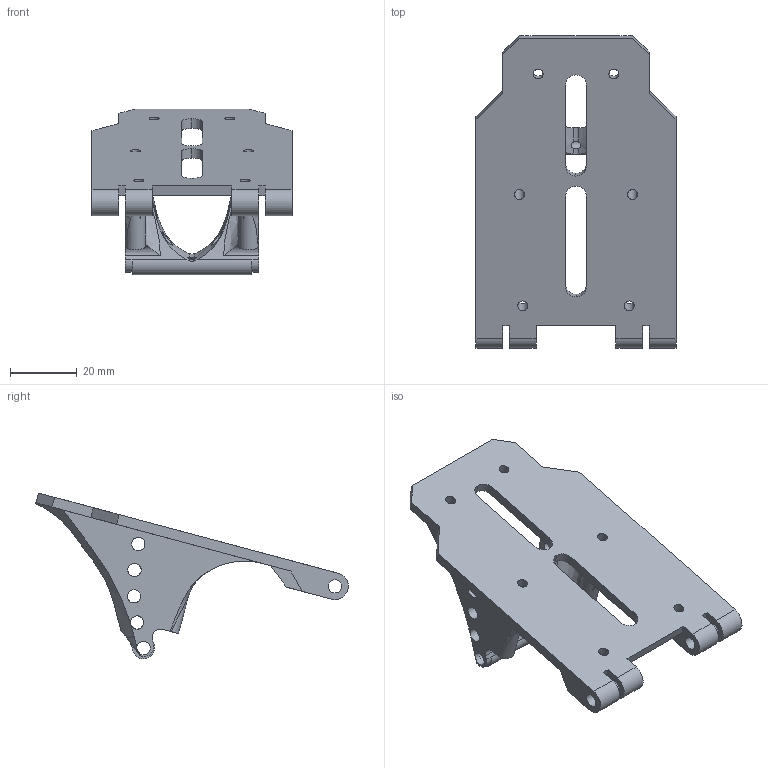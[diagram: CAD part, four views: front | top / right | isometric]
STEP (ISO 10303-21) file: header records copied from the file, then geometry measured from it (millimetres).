
FILE_DESCRIPTION(/* description */ (''),/* implementation_level */ '2;1');
FILE_NAME(/* name */ 'H02_CameraMount.step',/* time_stamp */ '2023-05-24T11:31:06+08:00',/* author */ (''),/* organization */ (''),/* preprocessor_version */ 'ST-DEVELOPER v19.2',/* originating_system */ 'Autodesk Translation Framework v12.4.0.73',/* authorisation */ '');
FILE_SCHEMA (('AUTOMOTIVE_DESIGN { 1 0 10303 214 3 1 1 }'));
Length unit declared in the file: millimetre
Products named in the file (1): H02_CameraMount
Bounding box: 59.91 x 93.64 x 49.7 mm (x, y, z)
Volume: 26423.6 mm3; surface area: 19010.7 mm2
Topology: 1 solids, 1 shells, 150 faces, 457 edges, 300 vertices
Faces by surface type: cylinder 62, plane 54, bspline 24, torus 6, cone 4
Full cylindrical faces by diameter (mm): 3 x6, 4 x13
Entity records: 7009 total; most frequent: CARTESIAN_POINT 2953, ORIENTED_EDGE 914, DIRECTION 751, EDGE_CURVE 457, VERTEX_POINT 300, AXIS2_PLACEMENT_3D 275, LINE 201, VECTOR 201
